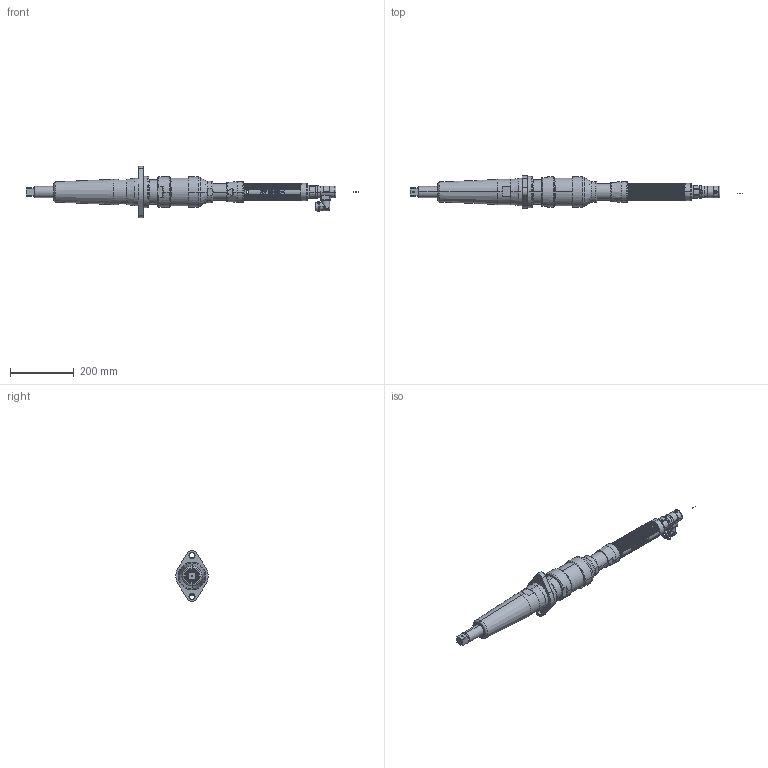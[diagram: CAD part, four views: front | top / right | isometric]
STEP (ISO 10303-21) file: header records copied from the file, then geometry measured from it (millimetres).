
FILE_DESCRIPTION((''),'2;1');
FILE_NAME('EB55MB5F2-800R','2018-02-23T',('CEG0317'),(''),'PRO/ENGINEER BY PARAMETRIC TECHNOLOGY CORPORATION, 2010430','PRO/ENGINEER BY PARAMETRIC TECHNOLOGY CORPORATION, 2010430','');
FILE_SCHEMA(('CONFIG_CONTROL_DESIGN'));
Length unit declared in the file: inch
Products named in the file (1): EB55MB5F2-800R
Bounding box: 1041.31 x 101.25 x 160.35 mm (x, y, z)
Surface area: 226414.5 mm2 (no closed solid volume)
Topology: 0 solids, 82 shells, 1098 faces, 3976 edges, 2872 vertices
Faces by surface type: plane 766, cylinder 234, cone 38, torus 36, bspline 12, extrusion 12
Entity records: 47131 total; most frequent: CARTESIAN_POINT 15159, DIRECTION 6143, ORIENTED_EDGE 5891, EDGE_CURVE 3976, VERTEX_POINT 2872, VECTOR 2803, LINE 2791, AXIS2_PLACEMENT_3D 1670
